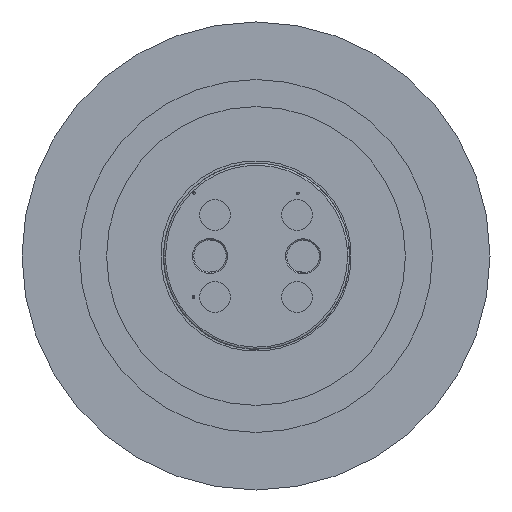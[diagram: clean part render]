
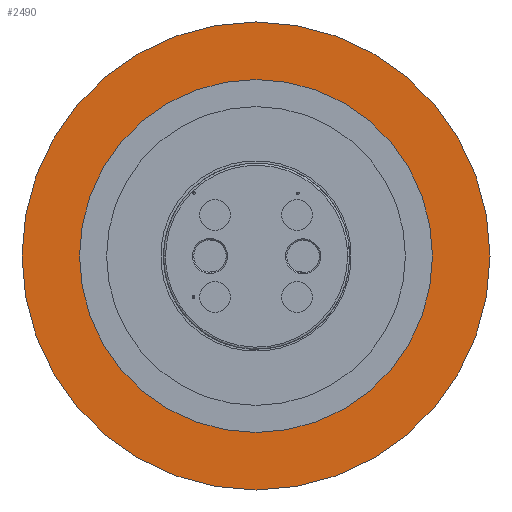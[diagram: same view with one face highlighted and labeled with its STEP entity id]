
A CAD part, front view. The second image highlights one B-rep face of the part: STEP entity #2490.
In plain terms, the highlighted planar face has unit normal (0, -1, 0).
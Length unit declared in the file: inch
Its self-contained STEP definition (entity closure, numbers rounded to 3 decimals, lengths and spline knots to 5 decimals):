
#1482 = EDGE_CURVE ( 'NONE', #4582, #4578, #3172, .T. ) ;
#1486 = EDGE_CURVE ( 'NONE', #4623, #4620, #3175, .T. ) ;
#1497 = EDGE_CURVE ( 'NONE', #4620, #4623, #3195, .T. ) ;
#1498 = EDGE_CURVE ( 'NONE', #4578, #4582, #3198, .T. ) ;
#1992 = DIRECTION ( 'NONE',  ( 1., 0., 0. ) ) ;
#1994 = DIRECTION ( 'NONE',  ( 0., 1., 0. ) ) ;
#1995 = CARTESIAN_POINT ( 'NONE',  ( 0., -1.6405, 0. ) ) ;
#1999 = DIRECTION ( 'NONE',  ( 1., 0., 0. ) ) ;
#2000 = CARTESIAN_POINT ( 'NONE',  ( 0., -1.6405, 0. ) ) ;
#2016 = DIRECTION ( 'NONE',  ( 0., 1., 0. ) ) ;
#2490 = ADVANCED_FACE ( 'NONE', ( #3437, #3445 ), #2935, .T. ) ;
#2736 = DIRECTION ( 'NONE',  ( 1., 0., 0. ) ) ;
#2737 = DIRECTION ( 'NONE',  ( 0., 1., 0. ) ) ;
#2738 = CARTESIAN_POINT ( 'NONE',  ( 0., -1.6405, 0. ) ) ;
#2751 = DIRECTION ( 'NONE',  ( 1., 0., 0. ) ) ;
#2752 = DIRECTION ( 'NONE',  ( 0., 1., 0. ) ) ;
#2753 = CARTESIAN_POINT ( 'NONE',  ( 0., -1.6405, 0. ) ) ;
#2932 = CARTESIAN_POINT ( 'NONE',  ( 0., -1.6405, 0. ) ) ;
#2935 = PLANE ( 'NONE',  #4783 ) ;
#2937 = DIRECTION ( 'NONE',  ( 0., -1., 0. ) ) ;
#2938 = DIRECTION ( 'NONE',  ( -1., 0., 0. ) ) ;
#3172 = CIRCLE ( 'NONE', #5034, 1.08053 ) ;
#3175 = CIRCLE ( 'NONE', #5032, 0.815 ) ;
#3195 = CIRCLE ( 'NONE', #5027, 0.815 ) ;
#3198 = CIRCLE ( 'NONE', #5026, 1.08053 ) ;
#3437 = FACE_BOUND ( 'NONE', #4218, .T. ) ;
#3445 = FACE_OUTER_BOUND ( 'NONE', #4222, .T. ) ;
#3585 = ORIENTED_EDGE ( 'NONE', *, *, #1498, .F. ) ;
#3586 = ORIENTED_EDGE ( 'NONE', *, *, #1482, .F. ) ;
#3587 = ORIENTED_EDGE ( 'NONE', *, *, #1486, .T. ) ;
#3588 = ORIENTED_EDGE ( 'NONE', *, *, #1497, .T. ) ;
#4218 = EDGE_LOOP ( 'NONE', ( #3588, #3587 ) ) ;
#4222 = EDGE_LOOP ( 'NONE', ( #3586, #3585 ) ) ;
#4578 = VERTEX_POINT ( 'NONE', #5282 ) ;
#4582 = VERTEX_POINT ( 'NONE', #5292 ) ;
#4620 = VERTEX_POINT ( 'NONE', #5323 ) ;
#4623 = VERTEX_POINT ( 'NONE', #5326 ) ;
#4783 = AXIS2_PLACEMENT_3D ( 'NONE', #2932, #2937, #2938 ) ;
#5026 = AXIS2_PLACEMENT_3D ( 'NONE', #1995, #1994, #1992 ) ;
#5027 = AXIS2_PLACEMENT_3D ( 'NONE', #2000, #2016, #1999 ) ;
#5032 = AXIS2_PLACEMENT_3D ( 'NONE', #2738, #2737, #2736 ) ;
#5034 = AXIS2_PLACEMENT_3D ( 'NONE', #2753, #2752, #2751 ) ;
#5282 = CARTESIAN_POINT ( 'NONE',  ( -1.08053, -1.6405, 0. ) ) ;
#5292 = CARTESIAN_POINT ( 'NONE',  ( 1.08053, -1.6405, 0. ) ) ;
#5323 = CARTESIAN_POINT ( 'NONE',  ( 0.815, -1.6405, 0. ) ) ;
#5326 = CARTESIAN_POINT ( 'NONE',  ( -0.815, -1.6405, 0. ) ) ;
